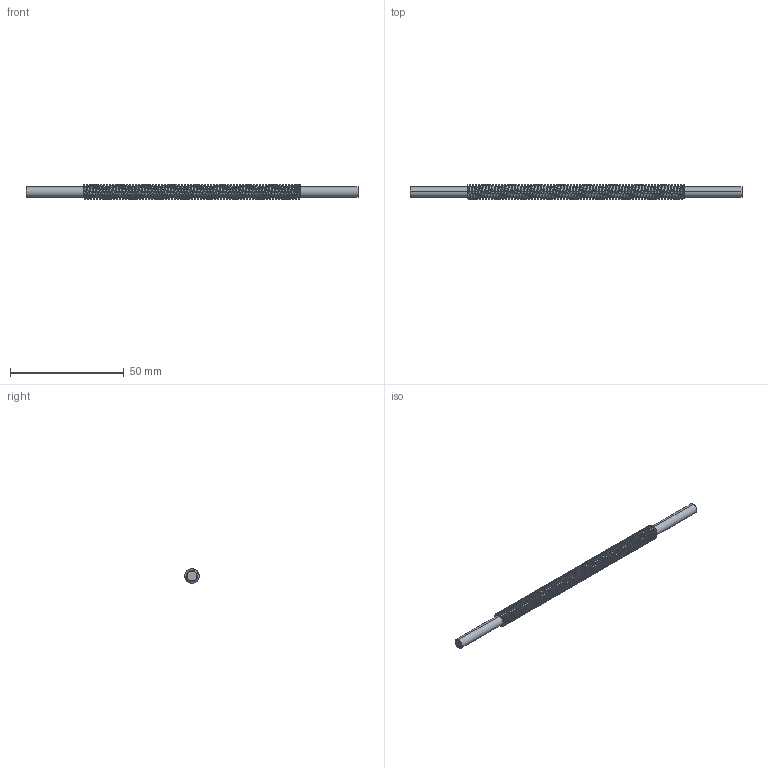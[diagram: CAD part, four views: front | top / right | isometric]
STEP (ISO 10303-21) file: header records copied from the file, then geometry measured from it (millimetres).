
FILE_DESCRIPTION (( 'STEP AP214' ), '1' );
FILE_NAME ('Lead Screw.STEP', '2024-01-18T23:00:27', ( '' ), ( '' ), 'SwSTEP 2.0', 'SolidWorks 2023', '' );
FILE_SCHEMA (( 'AUTOMOTIVE_DESIGN' ));
Length unit declared in the file: inch
Products named in the file (1): Lead Screw
Bounding box: 146.05 x 6.35 x 6.35 mm (x, y, z)
Volume: 3260.3 mm3; surface area: 3801.3 mm2
Topology: 1 solids, 1 shells, 187 faces, 533 edges, 350 vertices
Faces by surface type: cylinder 156, bspline 27, plane 4
Entity records: 19265 total; most frequent: CARTESIAN_POINT 15486, ORIENTED_EDGE 1066, EDGE_CURVE 533, DIRECTION 525, VERTEX_POINT 350, EDGE_LOOP 189, ADVANCED_FACE 187, FACE_OUTER_BOUND 187
